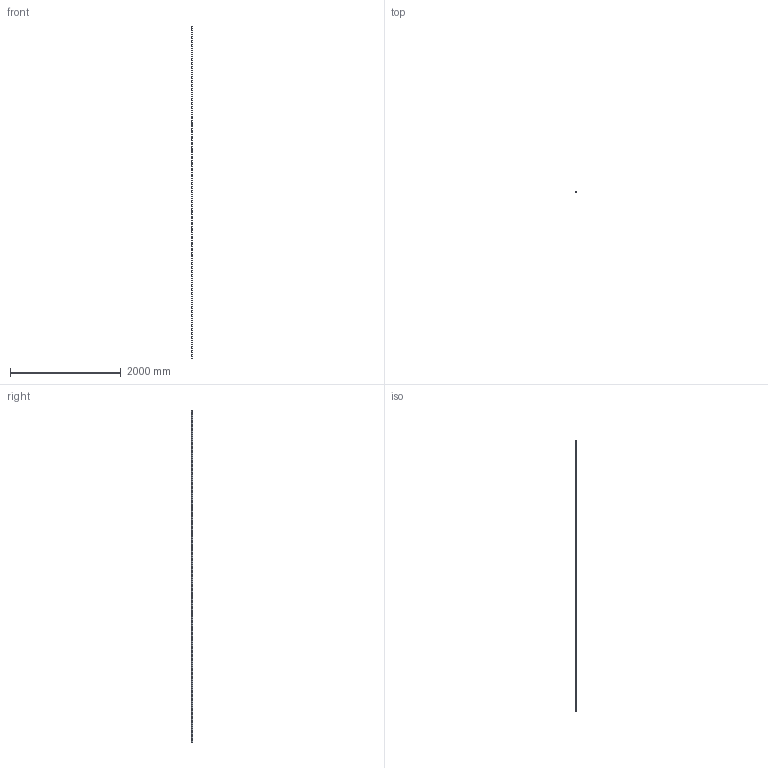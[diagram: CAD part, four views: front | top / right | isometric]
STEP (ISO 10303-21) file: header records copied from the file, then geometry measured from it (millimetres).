
FILE_DESCRIPTION (( 'STEP AP214' ), '1' );
FILE_NAME ('Profilschiene PSG22 neu01.STEP', '2020-04-17T04:32:29', ( '' ), ( '' ), 'SwSTEP 2.0', 'SolidWorks 2019', '' );
FILE_SCHEMA (( 'AUTOMOTIVE_DESIGN' ));
Length unit declared in the file: millimetre
Products named in the file (1): Profilschiene PSG22 neu01
Bounding box: 13.62 x 22.31 x 6000 mm (x, y, z)
Volume: 489603.4 mm3; surface area: 515128.8 mm2
Topology: 1 solids, 1 shells, 494 faces, 1443 edges, 962 vertices
Faces by surface type: cylinder 241, plane 219, bspline 34
Entity records: 18987 total; most frequent: CARTESIAN_POINT 5214, ORIENTED_EDGE 2886, DIRECTION 2779, EDGE_CURVE 1443, VERTEX_POINT 962, AXIS2_PLACEMENT_3D 943, LINE 893, VECTOR 893
